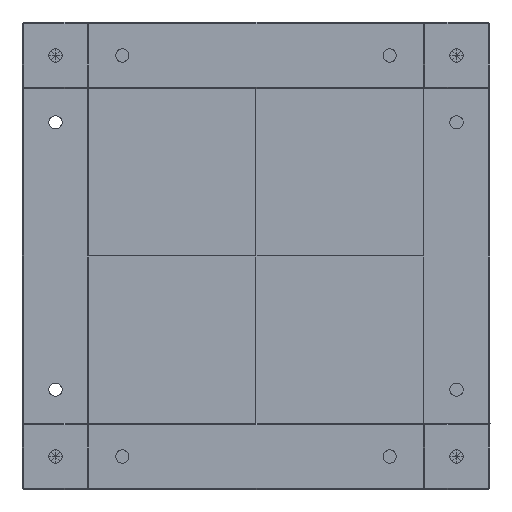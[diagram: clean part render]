
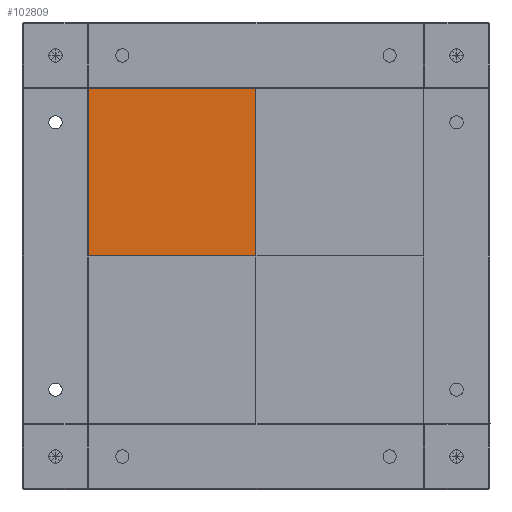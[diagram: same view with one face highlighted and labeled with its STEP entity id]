
A CAD part, left-side view. The second image highlights one B-rep face of the part: STEP entity #102809.
In plain terms, the highlighted planar face has unit normal (-1, 0, 0).
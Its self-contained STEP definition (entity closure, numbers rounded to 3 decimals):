
#101665 = PLANE('',#101666);
#101666 = AXIS2_PLACEMENT_3D('',#101667,#101668,#101669);
#101667 = CARTESIAN_POINT('',(-2450.,-600.,
    1200.));
#101668 = DIRECTION('',(0.,0.,1.));
#101669 = DIRECTION('',(-1.,0.,0.));
#101891 = PLANE('',#101892);
#101892 = AXIS2_PLACEMENT_3D('',#101893,#101894,#101895);
#101893 = CARTESIAN_POINT('',(-2400.,-100.,
    960.401));
#101894 = DIRECTION('',(0.,-1.,0.));
#101895 = DIRECTION('',(0.,0.,1.));
#102094 = VERTEX_POINT('',#102095);
#102095 = CARTESIAN_POINT('',(-2500.,-100.,
    1200.));
#102116 = EDGE_CURVE('',#102117,#102094,#102119,.T.);
#102117 = VERTEX_POINT('',#102118);
#102118 = CARTESIAN_POINT('',(-2500.,-600.,
    1200.));
#102119 = SURFACE_CURVE('',#102120,(#102124,#102131),.PCURVE_S1.);
#102120 = LINE('',#102121,#102122);
#102121 = CARTESIAN_POINT('',(-2500.,-600.,
    1200.));
#102122 = VECTOR('',#102123,1.);
#102123 = DIRECTION('',(0.,1.,0.));
#102124 = PCURVE('',#101665,#102125);
#102125 = DEFINITIONAL_REPRESENTATION('',(#102126),#102130);
#102126 = LINE('',#102127,#102128);
#102127 = CARTESIAN_POINT('',(50.,0.));
#102128 = VECTOR('',#102129,1.);
#102129 = DIRECTION('',(0.,-1.));
#102130 = ( GEOMETRIC_REPRESENTATION_CONTEXT(2) 
PARAMETRIC_REPRESENTATION_CONTEXT() REPRESENTATION_CONTEXT('2D SPACE',''
  ) );
#102131 = PCURVE('',#102132,#102137);
#102132 = PLANE('',#102133);
#102133 = AXIS2_PLACEMENT_3D('',#102134,#102135,#102136);
#102134 = CARTESIAN_POINT('',(-2500.,-600.,
    1200.));
#102135 = DIRECTION('',(-1.,0.,0.));
#102136 = DIRECTION('',(0.,0.,-1.));
#102137 = DEFINITIONAL_REPRESENTATION('',(#102138),#102142);
#102138 = LINE('',#102139,#102140);
#102139 = CARTESIAN_POINT('',(0.,-0.));
#102140 = VECTOR('',#102141,1.);
#102141 = DIRECTION('',(0.,-1.));
#102142 = ( GEOMETRIC_REPRESENTATION_CONTEXT(2) 
PARAMETRIC_REPRESENTATION_CONTEXT() REPRESENTATION_CONTEXT('2D SPACE',''
  ) );
#102160 = PLANE('',#102161);
#102161 = AXIS2_PLACEMENT_3D('',#102162,#102163,#102164);
#102162 = CARTESIAN_POINT('',(-2400.,-600.,
    960.401));
#102163 = DIRECTION('',(0.,-1.,0.));
#102164 = DIRECTION('',(0.,0.,1.));
#102423 = EDGE_CURVE('',#102094,#102424,#102426,.T.);
#102424 = VERTEX_POINT('',#102425);
#102425 = CARTESIAN_POINT('',(-2500.,-100.,
    700.));
#102426 = SURFACE_CURVE('',#102427,(#102431,#102438),.PCURVE_S1.);
#102427 = LINE('',#102428,#102429);
#102428 = CARTESIAN_POINT('',(-2500.,-100.,
    1200.));
#102429 = VECTOR('',#102430,1.);
#102430 = DIRECTION('',(0.,0.,-1.));
#102431 = PCURVE('',#101891,#102432);
#102432 = DEFINITIONAL_REPRESENTATION('',(#102433),#102437);
#102433 = LINE('',#102434,#102435);
#102434 = CARTESIAN_POINT('',(239.599,100.));
#102435 = VECTOR('',#102436,1.);
#102436 = DIRECTION('',(-1.,0.));
#102437 = ( GEOMETRIC_REPRESENTATION_CONTEXT(2) 
PARAMETRIC_REPRESENTATION_CONTEXT() REPRESENTATION_CONTEXT('2D SPACE',''
  ) );
#102438 = PCURVE('',#102132,#102439);
#102439 = DEFINITIONAL_REPRESENTATION('',(#102440),#102444);
#102440 = LINE('',#102441,#102442);
#102441 = CARTESIAN_POINT('',(0.,-500.));
#102442 = VECTOR('',#102443,1.);
#102443 = DIRECTION('',(1.,0.));
#102444 = ( GEOMETRIC_REPRESENTATION_CONTEXT(2) 
PARAMETRIC_REPRESENTATION_CONTEXT() REPRESENTATION_CONTEXT('2D SPACE',''
  ) );
#102462 = PLANE('',#102463);
#102463 = AXIS2_PLACEMENT_3D('',#102464,#102465,#102466);
#102464 = CARTESIAN_POINT('',(-2500.,-600.,
    700.));
#102465 = DIRECTION('',(0.,0.,-1.));
#102466 = DIRECTION('',(1.,0.,0.));
#102738 = EDGE_CURVE('',#102117,#102739,#102741,.T.);
#102739 = VERTEX_POINT('',#102740);
#102740 = CARTESIAN_POINT('',(-2500.,-600.,
    700.));
#102741 = SURFACE_CURVE('',#102742,(#102746,#102753),.PCURVE_S1.);
#102742 = LINE('',#102743,#102744);
#102743 = CARTESIAN_POINT('',(-2500.,-600.,
    1200.));
#102744 = VECTOR('',#102745,1.);
#102745 = DIRECTION('',(0.,0.,-1.));
#102746 = PCURVE('',#102160,#102747);
#102747 = DEFINITIONAL_REPRESENTATION('',(#102748),#102752);
#102748 = LINE('',#102749,#102750);
#102749 = CARTESIAN_POINT('',(239.599,100.));
#102750 = VECTOR('',#102751,1.);
#102751 = DIRECTION('',(-1.,0.));
#102752 = ( GEOMETRIC_REPRESENTATION_CONTEXT(2) 
PARAMETRIC_REPRESENTATION_CONTEXT() REPRESENTATION_CONTEXT('2D SPACE',''
  ) );
#102753 = PCURVE('',#102132,#102754);
#102754 = DEFINITIONAL_REPRESENTATION('',(#102755),#102759);
#102755 = LINE('',#102756,#102757);
#102756 = CARTESIAN_POINT('',(0.,-0.));
#102757 = VECTOR('',#102758,1.);
#102758 = DIRECTION('',(1.,0.));
#102759 = ( GEOMETRIC_REPRESENTATION_CONTEXT(2) 
PARAMETRIC_REPRESENTATION_CONTEXT() REPRESENTATION_CONTEXT('2D SPACE',''
  ) );
#102809 = ADVANCED_FACE('',(#102810),#102132,.T.);
#102810 = FACE_BOUND('',#102811,.T.);
#102811 = EDGE_LOOP('',(#102812,#102813,#102814,#102835));
#102812 = ORIENTED_EDGE('',*,*,#102116,.T.);
#102813 = ORIENTED_EDGE('',*,*,#102423,.T.);
#102814 = ORIENTED_EDGE('',*,*,#102815,.F.);
#102815 = EDGE_CURVE('',#102739,#102424,#102816,.T.);
#102816 = SURFACE_CURVE('',#102817,(#102821,#102828),.PCURVE_S1.);
#102817 = LINE('',#102818,#102819);
#102818 = CARTESIAN_POINT('',(-2500.,-600.,
    700.));
#102819 = VECTOR('',#102820,1.);
#102820 = DIRECTION('',(0.,1.,0.));
#102821 = PCURVE('',#102132,#102822);
#102822 = DEFINITIONAL_REPRESENTATION('',(#102823),#102827);
#102823 = LINE('',#102824,#102825);
#102824 = CARTESIAN_POINT('',(500.,0.));
#102825 = VECTOR('',#102826,1.);
#102826 = DIRECTION('',(0.,-1.));
#102827 = ( GEOMETRIC_REPRESENTATION_CONTEXT(2) 
PARAMETRIC_REPRESENTATION_CONTEXT() REPRESENTATION_CONTEXT('2D SPACE',''
  ) );
#102828 = PCURVE('',#102462,#102829);
#102829 = DEFINITIONAL_REPRESENTATION('',(#102830),#102834);
#102830 = LINE('',#102831,#102832);
#102831 = CARTESIAN_POINT('',(0.,-0.));
#102832 = VECTOR('',#102833,1.);
#102833 = DIRECTION('',(0.,-1.));
#102834 = ( GEOMETRIC_REPRESENTATION_CONTEXT(2) 
PARAMETRIC_REPRESENTATION_CONTEXT() REPRESENTATION_CONTEXT('2D SPACE',''
  ) );
#102835 = ORIENTED_EDGE('',*,*,#102738,.F.);
